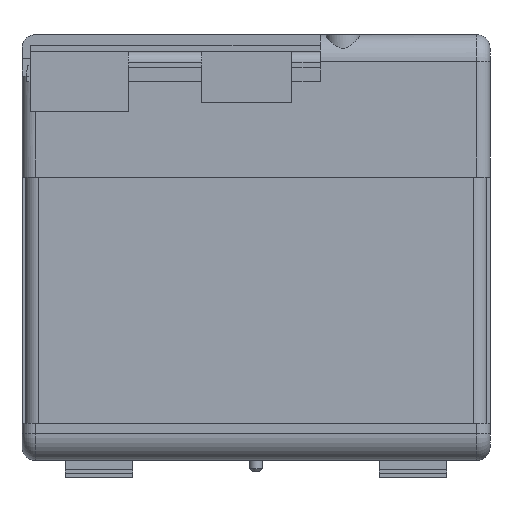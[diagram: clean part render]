
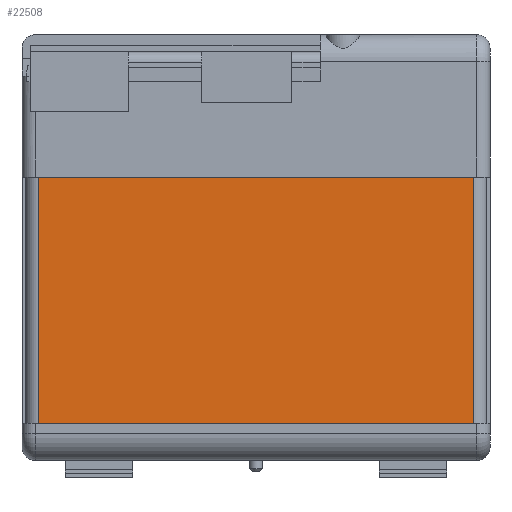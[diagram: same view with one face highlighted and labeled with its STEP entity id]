
A CAD part, front view. The second image highlights one B-rep face of the part: STEP entity #22508.
In plain terms, the highlighted planar face has unit normal (0, -1, 0).
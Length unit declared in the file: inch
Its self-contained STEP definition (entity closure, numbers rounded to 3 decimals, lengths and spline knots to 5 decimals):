
#161 = LINE ( 'NONE', #501, #18854 ) ;
#501 = CARTESIAN_POINT ( 'NONE',  ( 2.02, -2.9225, 0.655 ) ) ;
#1076 = EDGE_CURVE ( 'NONE', #26158, #31243, #13630, .T. ) ;
#2451 = ORIENTED_EDGE ( 'NONE', *, *, #18838, .F. ) ;
#2638 = ORIENTED_EDGE ( 'NONE', *, *, #14202, .T. ) ;
#3088 = DIRECTION ( 'NONE',  ( -1., 0., 0. ) ) ;
#5388 = ORIENTED_EDGE ( 'NONE', *, *, #26305, .T. ) ;
#6505 = AXIS2_PLACEMENT_3D ( 'NONE', #25176, #10731, #27592 ) ;
#6704 = CARTESIAN_POINT ( 'NONE',  ( -2.02, -2.9225, 0.655 ) ) ;
#8097 = CARTESIAN_POINT ( 'NONE',  ( 2.02, -2.9225, 0.655 ) ) ;
#8772 = CARTESIAN_POINT ( 'NONE',  ( 2.02, -2.9225, -1.63 ) ) ;
#8786 = CARTESIAN_POINT ( 'NONE',  ( 2.02, -2.9225, 0.655 ) ) ;
#10554 = VECTOR ( 'NONE', #22600, 39.37008 ) ;
#10731 = DIRECTION ( 'NONE',  ( 0., -1., 0. ) ) ;
#10875 = VECTOR ( 'NONE', #11688, 39.37008 ) ;
#11688 = DIRECTION ( 'NONE',  ( -1., 0., 0. ) ) ;
#12431 = VERTEX_POINT ( 'NONE', #29315 ) ;
#13103 = PLANE ( 'NONE',  #6505 ) ;
#13630 = LINE ( 'NONE', #8097, #10554 ) ;
#14066 = FACE_OUTER_BOUND ( 'NONE', #28571, .T. ) ;
#14202 = EDGE_CURVE ( 'NONE', #26158, #29716, #161, .T. ) ;
#14730 = LINE ( 'NONE', #6704, #21153 ) ;
#15156 = ORIENTED_EDGE ( 'NONE', *, *, #1076, .F. ) ;
#18838 = EDGE_CURVE ( 'NONE', #31243, #12431, #23723, .T. ) ;
#18854 = VECTOR ( 'NONE', #3088, 39.37008 ) ;
#19092 = CARTESIAN_POINT ( 'NONE',  ( 2.02, -2.9225, -1.63 ) ) ;
#21153 = VECTOR ( 'NONE', #26196, 39.37008 ) ;
#22508 = ADVANCED_FACE ( 'NONE', ( #14066 ), #13103, .T. ) ;
#22600 = DIRECTION ( 'NONE',  ( 0., 0., -1. ) ) ;
#23723 = LINE ( 'NONE', #19092, #10875 ) ;
#24793 = CARTESIAN_POINT ( 'NONE',  ( -2.02, -2.9225, 0.655 ) ) ;
#25176 = CARTESIAN_POINT ( 'NONE',  ( 2.02, -2.9225, 0.655 ) ) ;
#26158 = VERTEX_POINT ( 'NONE', #8786 ) ;
#26196 = DIRECTION ( 'NONE',  ( 0., 0., -1. ) ) ;
#26305 = EDGE_CURVE ( 'NONE', #29716, #12431, #14730, .T. ) ;
#27592 = DIRECTION ( 'NONE',  ( 1., 0., 0. ) ) ;
#28571 = EDGE_LOOP ( 'NONE', ( #2451, #15156, #2638, #5388 ) ) ;
#29315 = CARTESIAN_POINT ( 'NONE',  ( -2.02, -2.9225, -1.63 ) ) ;
#29716 = VERTEX_POINT ( 'NONE', #24793 ) ;
#31243 = VERTEX_POINT ( 'NONE', #8772 ) ;
